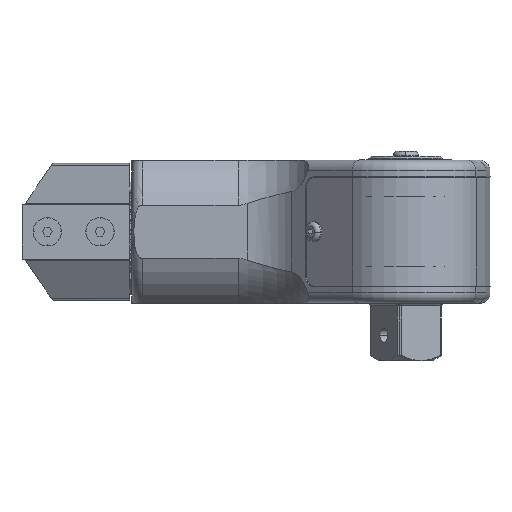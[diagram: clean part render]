
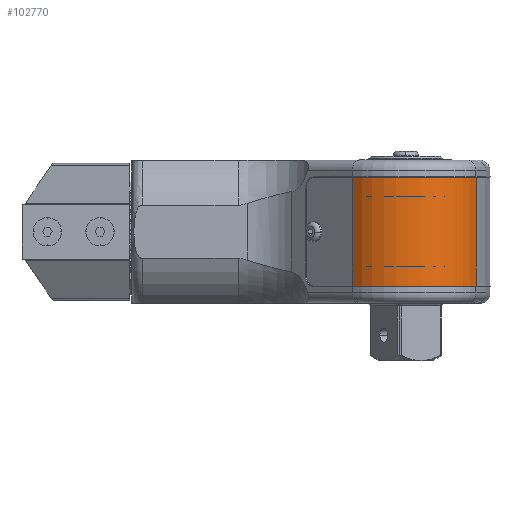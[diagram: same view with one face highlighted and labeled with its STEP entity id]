
A CAD part, front view. The second image highlights one B-rep face of the part: STEP entity #102770.
In plain terms, the highlighted cylindrical face has radius 36 mm (diameter 72 mm), a partial arc.
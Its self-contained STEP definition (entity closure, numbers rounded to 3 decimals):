
#8859 = LINE ( 'NONE', #153383, #111134 ) ;
#13516 = CYLINDRICAL_SURFACE ( 'NONE', #103989, 36. ) ;
#17832 = CARTESIAN_POINT ( 'NONE',  ( 0., 0., -25.75 ) ) ;
#26058 = ORIENTED_EDGE ( 'NONE', *, *, #59035, .F. ) ;
#27311 = VERTEX_POINT ( 'NONE', #45592 ) ;
#31277 = DIRECTION ( 'NONE',  ( 1., 0., 0. ) ) ;
#34160 = CARTESIAN_POINT ( 'NONE',  ( -25.456, -25.456, 25.75 ) ) ;
#34224 = CARTESIAN_POINT ( 'NONE',  ( 33.244, -13.814, -25.75 ) ) ;
#45592 = CARTESIAN_POINT ( 'NONE',  ( -25.456, -25.456, -25.75 ) ) ;
#59035 = EDGE_CURVE ( 'NONE', #66818, #77301, #136433, .T. ) ;
#59074 = CARTESIAN_POINT ( 'NONE',  ( 33.244, -13.814, 25.75 ) ) ;
#59505 = EDGE_LOOP ( 'NONE', ( #124730, #89994, #26058, #156616 ) ) ;
#60354 = CARTESIAN_POINT ( 'NONE',  ( 0., 0., 25.75 ) ) ;
#66818 = VERTEX_POINT ( 'NONE', #34160 ) ;
#73749 = DIRECTION ( 'NONE',  ( 1., 0., 0. ) ) ;
#74898 = EDGE_CURVE ( 'NONE', #27311, #142878, #104191, .T. ) ;
#77301 = VERTEX_POINT ( 'NONE', #59074 ) ;
#88659 = FACE_OUTER_BOUND ( 'NONE', #59505, .T. ) ;
#89994 = ORIENTED_EDGE ( 'NONE', *, *, #108715, .F. ) ;
#91231 = VECTOR ( 'NONE', #159689, 1000. ) ;
#93341 = DIRECTION ( 'NONE',  ( -1., 0., 0. ) ) ;
#95369 = LINE ( 'NONE', #146316, #91231 ) ;
#102770 = ADVANCED_FACE ( 'NONE', ( #88659 ), #13516, .T. ) ;
#103989 = AXIS2_PLACEMENT_3D ( 'NONE', #159636, #106673, #93341 ) ;
#104191 = CIRCLE ( 'NONE', #172917, 36. ) ;
#106673 = DIRECTION ( 'NONE',  ( 0., 0., -1. ) ) ;
#108715 = EDGE_CURVE ( 'NONE', #77301, #142878, #8859, .T. ) ;
#111134 = VECTOR ( 'NONE', #113826, 1000. ) ;
#111138 = DIRECTION ( 'NONE',  ( 0., 0., 1. ) ) ;
#113826 = DIRECTION ( 'NONE',  ( 0., 0., -1. ) ) ;
#124730 = ORIENTED_EDGE ( 'NONE', *, *, #74898, .T. ) ;
#136433 = CIRCLE ( 'NONE', #149032, 36. ) ;
#142878 = VERTEX_POINT ( 'NONE', #34224 ) ;
#146316 = CARTESIAN_POINT ( 'NONE',  ( -25.456, -25.456, 25.75 ) ) ;
#149032 = AXIS2_PLACEMENT_3D ( 'NONE', #60354, #153524, #73749 ) ;
#153383 = CARTESIAN_POINT ( 'NONE',  ( 33.244, -13.814, 25.75 ) ) ;
#153524 = DIRECTION ( 'NONE',  ( 0., 0., 1. ) ) ;
#156616 = ORIENTED_EDGE ( 'NONE', *, *, #169249, .T. ) ;
#159636 = CARTESIAN_POINT ( 'NONE',  ( 0., 0., 25.75 ) ) ;
#159689 = DIRECTION ( 'NONE',  ( 0., 0., -1. ) ) ;
#169249 = EDGE_CURVE ( 'NONE', #66818, #27311, #95369, .T. ) ;
#172917 = AXIS2_PLACEMENT_3D ( 'NONE', #17832, #111138, #31277 ) ;
